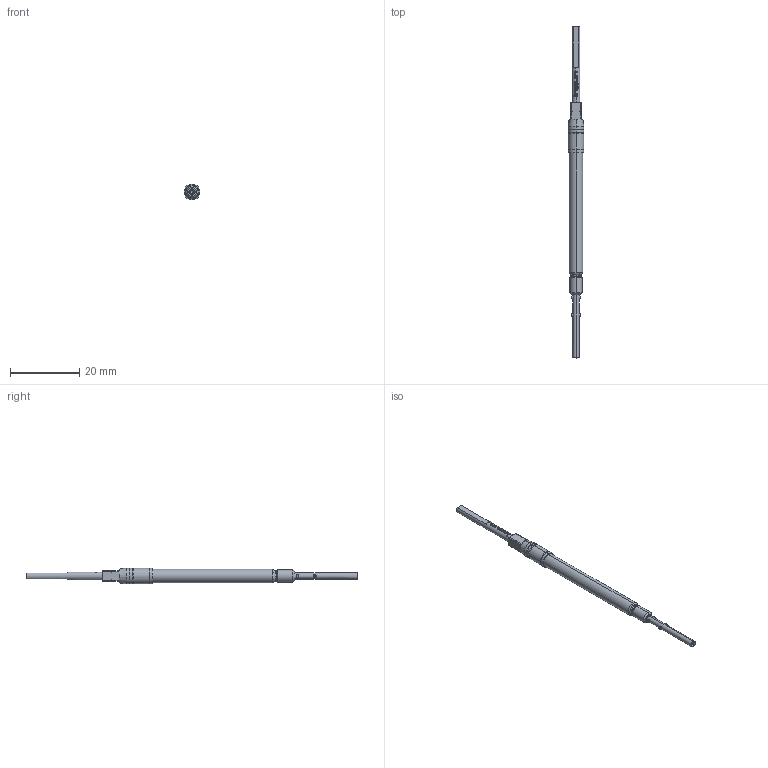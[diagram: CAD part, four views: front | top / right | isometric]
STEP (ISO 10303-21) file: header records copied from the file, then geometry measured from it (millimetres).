
FILE_DESCRIPTION (( 'STEP AP203' ), '1' );
FILE_NAME ('INGUN_VF5-320_160_A_096_15.STEP', '2021-02-17T13:11:58', ( '' ), ( '' ), 'SwSTEP 2.0', 'SolidWorks 2018', '' );
FILE_SCHEMA (( 'CONFIG_CONTROL_DESIGN' ));
Length unit declared in the file: millimetre
Products named in the file (1): INGUN_VF5-320_160_A_096_15
Bounding box: 4.6 x 96 x 4.6 mm (x, y, z)
Volume: 819.3 mm3; surface area: 1008.8 mm2
Topology: 1 solids, 1 shells, 207 faces, 532 edges, 335 vertices
Faces by surface type: bspline 62, cylinder 57, cone 44, plane 36, torus 8
Entity records: 7857 total; most frequent: CARTESIAN_POINT 3375, ORIENTED_EDGE 1060, DIRECTION 684, EDGE_CURVE 530, VERTEX_POINT 335, AXIS2_PLACEMENT_3D 270, B_SPLINE_CURVE_WITH_KNOTS 262, EDGE_LOOP 217
